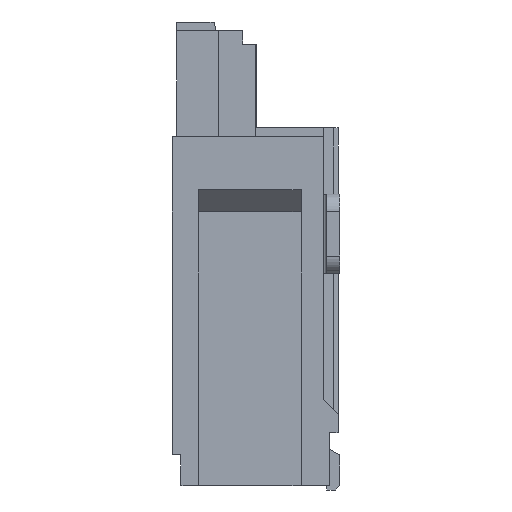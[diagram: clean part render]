
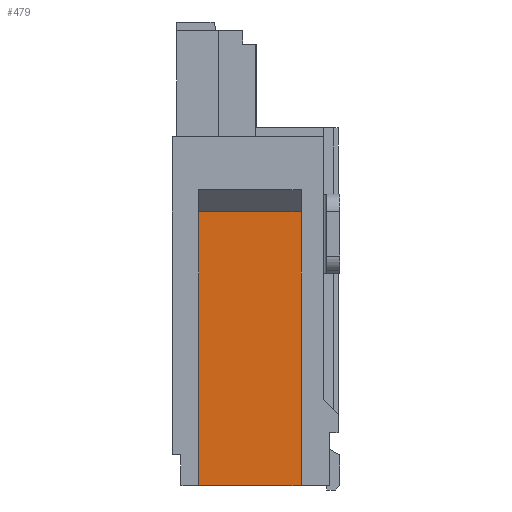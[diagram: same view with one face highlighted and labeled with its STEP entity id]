
A CAD part, left-side view. The second image highlights one B-rep face of the part: STEP entity #479.
In plain terms, the highlighted planar face has unit normal (-1, 0, 0).
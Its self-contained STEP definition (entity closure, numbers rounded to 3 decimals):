
#479=ADVANCED_FACE('',(#1343),#1344,.F.);
#1343=FACE_OUTER_BOUND('',#2236,.T.);
#1344=PLANE('',#2237);
#2236=EDGE_LOOP('',(#5862,#5863,#5864,#5865));
#2237=AXIS2_PLACEMENT_3D('',#5866,#5867,#5868);
#5862=ORIENTED_EDGE('',*,*,#7346,.F.);
#5863=ORIENTED_EDGE('',*,*,#7345,.T.);
#5864=ORIENTED_EDGE('',*,*,#7347,.T.);
#5865=ORIENTED_EDGE('',*,*,#7348,.T.);
#5866=CARTESIAN_POINT('',(-3.35,1.58,-4.05));
#5867=DIRECTION('',(1.0,0.0,0.0));
#5868=DIRECTION('',(0.0,1.0,-0.0));
#7345=EDGE_CURVE('',#9409,#9412,#9414,.T.);
#7346=EDGE_CURVE('',#9409,#9415,#9416,.T.);
#7347=EDGE_CURVE('',#9412,#9417,#9418,.T.);
#7348=EDGE_CURVE('',#9417,#9415,#9419,.T.);
#9409=VERTEX_POINT('',#12538);
#9412=VERTEX_POINT('',#12543);
#9414=LINE('',#12546,#12547);
#9415=VERTEX_POINT('',#12548);
#9416=LINE('',#12549,#12550);
#9417=VERTEX_POINT('',#12551);
#9418=LINE('',#12552,#12553);
#9419=LINE('',#12554,#12555);
#12538=CARTESIAN_POINT('',(-3.35,1.58,-4.05));
#12543=CARTESIAN_POINT('',(-3.35,0.42,-4.05));
#12546=CARTESIAN_POINT('',(-3.35,1.58,-4.05));
#12547=VECTOR('',#14065,1.16);
#12548=CARTESIAN_POINT('',(-3.35,1.58,-0.95));
#12549=CARTESIAN_POINT('',(-3.35,1.58,-4.05));
#12550=VECTOR('',#14066,3.1);
#12551=CARTESIAN_POINT('',(-3.35,0.42,-0.95));
#12552=CARTESIAN_POINT('',(-3.35,0.42,-4.05));
#12553=VECTOR('',#14067,3.1);
#12554=CARTESIAN_POINT('',(-3.35,0.42,-0.95));
#12555=VECTOR('',#14068,1.16);
#14065=DIRECTION('',(0.0,-1.0,0.0));
#14066=DIRECTION('',(0.0,0.0,1.0));
#14067=DIRECTION('',(0.0,0.0,1.0));
#14068=DIRECTION('',(0.0,1.0,0.0));
